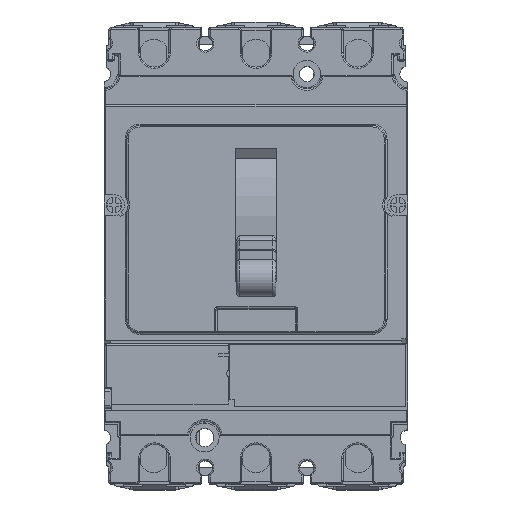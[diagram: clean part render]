
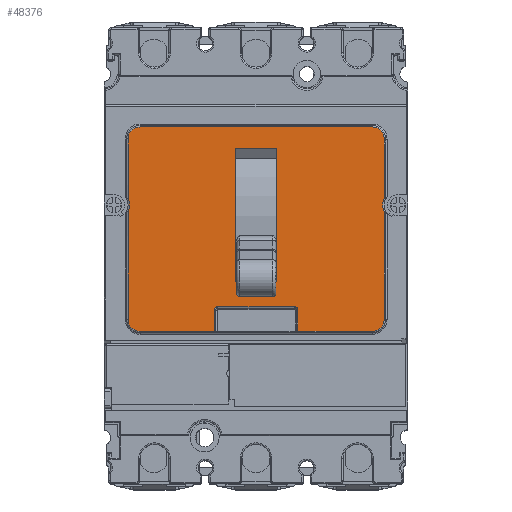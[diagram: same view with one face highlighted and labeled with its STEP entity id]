
A CAD part, top view. The second image highlights one B-rep face of the part: STEP entity #48376.
In plain terms, the highlighted planar face has unit normal (0, 0, 1).
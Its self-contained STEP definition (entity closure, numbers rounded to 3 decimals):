
#15939=DIRECTION('',(0.,1.,0.));
#15940=VECTOR('',#15939,45.882);
#15941=CARTESIAN_POINT('',(59.565,71.672,96.25));
#15942=LINE('',#15941,#15940);
#15943=DIRECTION('',(1.,0.,0.));
#15944=VECTOR('',#15943,14.25);
#15945=CARTESIAN_POINT('',(45.315,117.553,96.25));
#15946=LINE('',#15945,#15944);
#15947=DIRECTION('',(0.,1.,0.));
#15948=VECTOR('',#15947,45.882);
#15949=CARTESIAN_POINT('',(45.315,71.672,96.25));
#15950=LINE('',#15949,#15948);
#15951=DIRECTION('',(1.,0.,0.));
#15952=VECTOR('',#15951,14.25);
#15953=CARTESIAN_POINT('',(45.315,71.672,96.25));
#15954=LINE('',#15953,#15952);
#15955=DIRECTION('',(1.,0.,0.));
#15956=VECTOR('',#15955,25.539);
#15957=CARTESIAN_POINT('',(66.812,54.5,96.25));
#15958=LINE('',#15957,#15956);
#15959=DIRECTION('',(0.,-1.,0.));
#15960=VECTOR('',#15959,7.232);
#15961=CARTESIAN_POINT('',(66.812,61.733,96.25));
#15962=LINE('',#15961,#15960);
#15963=CARTESIAN_POINT('',(65.611,62.938,96.25));
#15964=CARTESIAN_POINT('',(65.699,62.938,96.25));
#15965=CARTESIAN_POINT('',(65.863,62.919,96.25));
#15966=CARTESIAN_POINT('',(66.079,62.851,96.25));
#15967=CARTESIAN_POINT('',(66.262,62.754,96.25));
#15968=CARTESIAN_POINT('',(66.411,62.64,96.25));
#15969=CARTESIAN_POINT('',(66.528,62.52,96.25));
#15970=CARTESIAN_POINT('',(66.62,62.397,96.25));
#15971=CARTESIAN_POINT('',(66.69,62.273,96.25));
#15972=CARTESIAN_POINT('',(66.744,62.147,96.25));
#15973=CARTESIAN_POINT('',(66.781,62.02,96.25));
#15974=CARTESIAN_POINT('',(66.806,61.886,96.25));
#15975=CARTESIAN_POINT('',(66.812,61.786,96.25));
#15976=CARTESIAN_POINT('',(66.812,61.733,96.25));
#15978=DIRECTION('',(1.,0.,0.));
#15979=VECTOR('',#15978,26.465);
#15980=CARTESIAN_POINT('',(39.146,62.938,96.25));
#15981=LINE('',#15980,#15979);
#15982=CARTESIAN_POINT('',(37.938,61.74,96.25));
#15983=CARTESIAN_POINT('',(37.938,61.784,96.25));
#15984=CARTESIAN_POINT('',(37.942,61.879,96.25));
#15985=CARTESIAN_POINT('',(37.973,62.047,96.25));
#15986=CARTESIAN_POINT('',(38.034,62.224,96.25));
#15987=CARTESIAN_POINT('',(38.131,62.402,96.25));
#15988=CARTESIAN_POINT('',(38.246,62.548,96.25));
#15989=CARTESIAN_POINT('',(38.366,62.662,96.25));
#15990=CARTESIAN_POINT('',(38.488,62.751,96.25));
#15991=CARTESIAN_POINT('',(38.611,62.82,96.25));
#15992=CARTESIAN_POINT('',(38.735,62.871,96.25));
#15993=CARTESIAN_POINT('',(38.86,62.908,96.25));
#15994=CARTESIAN_POINT('',(38.993,62.932,96.25));
#15995=CARTESIAN_POINT('',(39.093,62.938,96.25));
#15996=CARTESIAN_POINT('',(39.146,62.938,96.25));
#15998=DIRECTION('',(0.,1.,0.));
#15999=VECTOR('',#15998,7.24);
#16000=CARTESIAN_POINT('',(37.938,54.5,96.25));
#16001=LINE('',#16000,#15999);
#16002=DIRECTION('',(1.,0.,0.));
#16003=VECTOR('',#16002,25.539);
#16004=CARTESIAN_POINT('',(12.399,54.5,96.25));
#16005=LINE('',#16004,#16003);
#16006=CARTESIAN_POINT('',(12.399,58.644,96.25));
#16007=DIRECTION('',(0.,0.,1.));
#16008=DIRECTION('',(-1.,0.,0.));
#16009=AXIS2_PLACEMENT_3D('',#16006,#16007,#16008);
#16011=DIRECTION('',(0.,-1.,0.));
#16012=VECTOR('',#16011,37.133);
#16013=CARTESIAN_POINT('',(8.255,95.777,96.25));
#16014=LINE('',#16013,#16012);
#16015=CARTESIAN_POINT('',(3.475,98.02,96.25));
#16016=DIRECTION('',(0.,0.,1.));
#16017=DIRECTION('',(0.905,-0.425,0.));
#16018=AXIS2_PLACEMENT_3D('',#16015,#16016,#16017);
#16020=DIRECTION('',(0.,-1.,0.));
#16021=VECTOR('',#16020,20.533);
#16022=CARTESIAN_POINT('',(8.255,120.796,96.25));
#16023=LINE('',#16022,#16021);
#16024=CARTESIAN_POINT('',(12.399,120.796,96.25));
#16025=DIRECTION('',(0.,0.,1.));
#16026=DIRECTION('',(0.,1.,0.));
#16027=AXIS2_PLACEMENT_3D('',#16024,#16025,#16026);
#16029=DIRECTION('',(-1.,0.,0.));
#16030=VECTOR('',#16029,79.952);
#16031=CARTESIAN_POINT('',(92.351,124.94,96.25));
#16032=LINE('',#16031,#16030);
#16033=CARTESIAN_POINT('',(92.351,120.796,96.25));
#16034=DIRECTION('',(0.,0.,1.));
#16035=DIRECTION('',(1.,0.,0.));
#16036=AXIS2_PLACEMENT_3D('',#16033,#16034,#16035);
#16038=DIRECTION('',(0.,1.,0.));
#16039=VECTOR('',#16038,20.533);
#16040=CARTESIAN_POINT('',(96.495,100.263,96.25));
#16041=LINE('',#16040,#16039);
#16042=CARTESIAN_POINT('',(101.275,98.02,96.25));
#16043=DIRECTION('',(0.,0.,1.));
#16044=DIRECTION('',(-0.905,0.425,0.));
#16045=AXIS2_PLACEMENT_3D('',#16042,#16043,#16044);
#16047=DIRECTION('',(0.,1.,0.));
#16048=VECTOR('',#16047,37.133);
#16049=CARTESIAN_POINT('',(96.495,58.644,96.25));
#16050=LINE('',#16049,#16048);
#16051=CARTESIAN_POINT('',(92.351,58.644,96.25));
#16052=DIRECTION('',(0.,0.,1.));
#16053=DIRECTION('',(0.,-1.,0.));
#16054=AXIS2_PLACEMENT_3D('',#16051,#16052,#16053);
#20863=CARTESIAN_POINT('',(59.565,71.672,96.25));
#20864=CARTESIAN_POINT('',(59.565,117.553,96.25));
#20865=VERTEX_POINT('',#20863);
#20866=VERTEX_POINT('',#20864);
#20867=CARTESIAN_POINT('',(45.315,71.672,96.25));
#20868=CARTESIAN_POINT('',(45.315,117.553,96.25));
#20869=VERTEX_POINT('',#20867);
#20870=VERTEX_POINT('',#20868);
#24121=CARTESIAN_POINT('',(96.495,100.263,96.25));
#24122=CARTESIAN_POINT('',(96.495,95.777,96.25));
#24123=VERTEX_POINT('',#24121);
#24124=VERTEX_POINT('',#24122);
#24129=CARTESIAN_POINT('',(92.351,54.5,96.25));
#24130=CARTESIAN_POINT('',(96.495,58.644,96.25));
#24131=VERTEX_POINT('',#24129);
#24132=VERTEX_POINT('',#24130);
#24137=VERTEX_POINT('',#15963);
#24138=VERTEX_POINT('',#15976);
#24141=CARTESIAN_POINT('',(39.146,62.938,96.25));
#24142=VERTEX_POINT('',#24141);
#24145=VERTEX_POINT('',#15982);
#24147=CARTESIAN_POINT('',(8.255,58.644,96.25));
#24148=CARTESIAN_POINT('',(12.399,54.5,96.25));
#24149=VERTEX_POINT('',#24147);
#24150=VERTEX_POINT('',#24148);
#24155=CARTESIAN_POINT('',(8.255,95.777,96.25));
#24156=VERTEX_POINT('',#24155);
#24159=CARTESIAN_POINT('',(8.255,100.263,96.25));
#24160=VERTEX_POINT('',#24159);
#24163=CARTESIAN_POINT('',(96.495,120.796,96.25));
#24164=VERTEX_POINT('',#24163);
#24167=CARTESIAN_POINT('',(92.351,124.94,96.25));
#24168=VERTEX_POINT('',#24167);
#24171=CARTESIAN_POINT('',(12.399,124.94,96.25));
#24172=VERTEX_POINT('',#24171);
#24175=CARTESIAN_POINT('',(8.255,120.796,96.25));
#24176=VERTEX_POINT('',#24175);
#26149=CARTESIAN_POINT('',(37.938,54.5,96.25));
#26151=VERTEX_POINT('',#26149);
#26159=CARTESIAN_POINT('',(66.812,54.5,96.25));
#26161=VERTEX_POINT('',#26159);
#48324=CARTESIAN_POINT('',(52.375,93.22,96.25));
#48325=DIRECTION('',(0.,0.,1.));
#48326=DIRECTION('',(1.,0.,0.));
#48327=AXIS2_PLACEMENT_3D('',#48324,#48325,#48326);
#48328=PLANE('',#48327);
#48330=ORIENTED_EDGE('',*,*,#48329,.F.);
#48332=ORIENTED_EDGE('',*,*,#48331,.F.);
#48334=ORIENTED_EDGE('',*,*,#48333,.F.);
#48336=ORIENTED_EDGE('',*,*,#48335,.F.);
#48338=ORIENTED_EDGE('',*,*,#48337,.F.);
#48340=ORIENTED_EDGE('',*,*,#48339,.F.);
#48342=ORIENTED_EDGE('',*,*,#48341,.F.);
#48344=ORIENTED_EDGE('',*,*,#48343,.F.);
#48346=ORIENTED_EDGE('',*,*,#48345,.F.);
#48348=ORIENTED_EDGE('',*,*,#48347,.T.);
#48350=ORIENTED_EDGE('',*,*,#48349,.F.);
#48352=ORIENTED_EDGE('',*,*,#48351,.F.);
#48354=ORIENTED_EDGE('',*,*,#48353,.F.);
#48356=ORIENTED_EDGE('',*,*,#48355,.F.);
#48357=ORIENTED_EDGE('',*,*,#48314,.F.);
#48359=ORIENTED_EDGE('',*,*,#48358,.T.);
#48361=ORIENTED_EDGE('',*,*,#48360,.F.);
#48363=ORIENTED_EDGE('',*,*,#48362,.F.);
#48364=EDGE_LOOP('',(#48330,#48332,#48334,#48336,#48338,#48340,#48342,#48344,
#48346,#48348,#48350,#48352,#48354,#48356,#48357,#48359,#48361,#48363));
#48365=FACE_OUTER_BOUND('',#48364,.F.);
#48367=ORIENTED_EDGE('',*,*,#48366,.T.);
#48369=ORIENTED_EDGE('',*,*,#48368,.F.);
#48371=ORIENTED_EDGE('',*,*,#48370,.F.);
#48373=ORIENTED_EDGE('',*,*,#48372,.T.);
#48374=EDGE_LOOP('',(#48367,#48369,#48371,#48373));
#48375=FACE_BOUND('',#48374,.F.);
#48376=ADVANCED_FACE('',(#48365,#48375),#48328,.T.);
#15977=B_SPLINE_CURVE_WITH_KNOTS('',3,(#15963,#15964,#15965,#15966,#15967,
#15968,#15969,#15970,#15971,#15972,#15973,#15974,#15975,#15976),.UNSPECIFIED.,
.F.,.F.,(4,1,1,1,1,1,1,1,1,1,1,4),(0.,0.091,0.182,
0.273,0.364,0.455,0.545,
0.636,0.727,0.818,0.909,1.),
.UNSPECIFIED.);
#15997=B_SPLINE_CURVE_WITH_KNOTS('',3,(#15982,#15983,#15984,#15985,#15986,
#15987,#15988,#15989,#15990,#15991,#15992,#15993,#15994,#15995,#15996),
.UNSPECIFIED.,.F.,.F.,(4,1,1,1,1,1,1,1,1,1,1,1,4),(0.,0.083,
0.167,0.25,0.333,0.417,0.5,
0.583,0.667,0.75,0.833,0.917,
1.),.UNSPECIFIED.);
#16010=CIRCLE('',#16009,4.144);
#16019=CIRCLE('',#16018,5.28);
#16028=CIRCLE('',#16027,4.144);
#16037=CIRCLE('',#16036,4.144);
#16046=CIRCLE('',#16045,5.28);
#16055=CIRCLE('',#16054,4.144);
#48314=EDGE_CURVE('',#24123,#24164,#16041,.T.);
#48329=EDGE_CURVE('',#26161,#24131,#15958,.T.);
#48331=EDGE_CURVE('',#24138,#26161,#15962,.T.);
#48333=EDGE_CURVE('',#24137,#24138,#15977,.T.);
#48335=EDGE_CURVE('',#24142,#24137,#15981,.T.);
#48337=EDGE_CURVE('',#24145,#24142,#15997,.T.);
#48339=EDGE_CURVE('',#26151,#24145,#16001,.T.);
#48341=EDGE_CURVE('',#24150,#26151,#16005,.T.);
#48343=EDGE_CURVE('',#24149,#24150,#16010,.T.);
#48345=EDGE_CURVE('',#24156,#24149,#16014,.T.);
#48347=EDGE_CURVE('',#24156,#24160,#16019,.T.);
#48349=EDGE_CURVE('',#24176,#24160,#16023,.T.);
#48351=EDGE_CURVE('',#24172,#24176,#16028,.T.);
#48353=EDGE_CURVE('',#24168,#24172,#16032,.T.);
#48355=EDGE_CURVE('',#24164,#24168,#16037,.T.);
#48358=EDGE_CURVE('',#24123,#24124,#16046,.T.);
#48360=EDGE_CURVE('',#24132,#24124,#16050,.T.);
#48362=EDGE_CURVE('',#24131,#24132,#16055,.T.);
#48366=EDGE_CURVE('',#20865,#20866,#15942,.T.);
#48368=EDGE_CURVE('',#20870,#20866,#15946,.T.);
#48370=EDGE_CURVE('',#20869,#20870,#15950,.T.);
#48372=EDGE_CURVE('',#20869,#20865,#15954,.T.);
